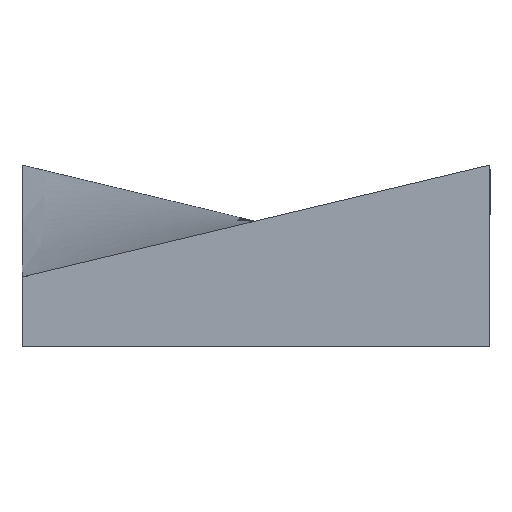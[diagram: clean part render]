
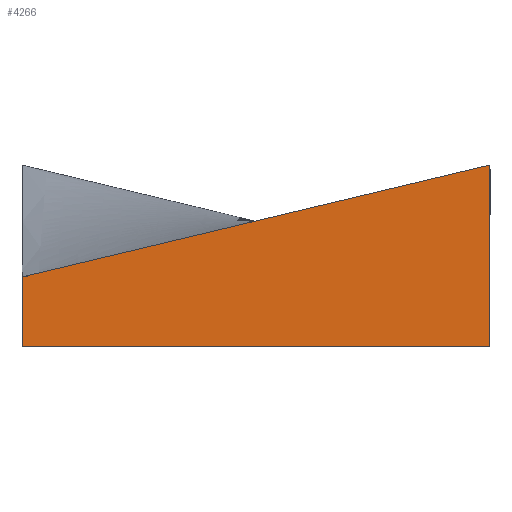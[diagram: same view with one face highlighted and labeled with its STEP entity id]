
A CAD part, front view. The second image highlights one B-rep face of the part: STEP entity #4266.
In plain terms, the highlighted planar face has unit normal (0, -1, 0).
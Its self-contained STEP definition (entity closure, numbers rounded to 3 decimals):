
#36 = CARTESIAN_POINT ( 'NONE',  ( 49.566, 0., 12.402 ) ) ;
#84 = LINE ( 'NONE', #3887, #979 ) ;
#220 = CARTESIAN_POINT ( 'NONE',  ( 0., 0., 17.717 ) ) ;
#289 = EDGE_CURVE ( 'NONE', #3776, #2888, #768, .T. ) ;
#311 = CARTESIAN_POINT ( 'NONE',  ( 37.923, 0., 9.514 ) ) ;
#327 = CARTESIAN_POINT ( 'NONE',  ( 3.727, 0., 1.007 ) ) ;
#359 = CARTESIAN_POINT ( 'NONE',  ( 18.995, 0., 4.854 ) ) ;
#435 = AXIS2_PLACEMENT_3D ( 'NONE', #220, #2233, #3567 ) ;
#666 = CARTESIAN_POINT ( 'NONE',  ( 70., 0., -10. ) ) ;
#682 = CARTESIAN_POINT ( 'NONE',  ( 23.361, 0., 5.936 ) ) ;
#714 = VECTOR ( 'NONE', #3225, 1000. ) ;
#768 = B_SPLINE_CURVE_WITH_KNOTS ( 'NONE', 3,
 ( #4008, #1327, #2003, #1343, #2957, #2035, #3977, #36, #3280, #3322, #311, #2641, #2671, #3622, #682, #2686, #359, #1658, #3002, #1359, #3959, #1040, #4297, #2328, #2357, #327, #1688, #3994, #2372, #2656 ),
 .UNSPECIFIED., .F., .F.,
 ( 4, 2, 2, 2, 2, 2, 2, 2, 2, 2, 2, 2, 2, 2, 4 ),
 ( 0., 0.004, 0.009, 0.018, 0.027, 0.036, 0.045, 0.049, 0.054, 0.058, 0.063, 0.065, 0.067, 0.07, 0.072 ),
 .UNSPECIFIED. ) ;
#776 = LINE ( 'NONE', #4056, #3920 ) ;
#879 = VERTEX_POINT ( 'NONE', #666 ) ;
#979 = VECTOR ( 'NONE', #1575, 1000. ) ;
#1040 = CARTESIAN_POINT ( 'NONE',  ( 8.072, 0., 2.179 ) ) ;
#1251 = CARTESIAN_POINT ( 'NONE',  ( 0., 0., -10. ) ) ;
#1327 = CARTESIAN_POINT ( 'NONE',  ( 68.515, 0., 16.971 ) ) ;
#1343 = CARTESIAN_POINT ( 'NONE',  ( 64.13, 0., 15.964 ) ) ;
#1345 = ORIENTED_EDGE ( 'NONE', *, *, #3715, .T. ) ;
#1359 = CARTESIAN_POINT ( 'NONE',  ( 11.71, 0., 3.082 ) ) ;
#1575 = DIRECTION ( 'NONE',  ( 0., 0., -1. ) ) ;
#1658 = CARTESIAN_POINT ( 'NONE',  ( 16.085, 0., 4.127 ) ) ;
#1688 = CARTESIAN_POINT ( 'NONE',  ( 2.994, 0., 0.847 ) ) ;
#1725 = EDGE_CURVE ( 'NONE', #3776, #879, #776, .T. ) ;
#1757 = FACE_OUTER_BOUND ( 'NONE', #3195, .T. ) ;
#1964 = ORIENTED_EDGE ( 'NONE', *, *, #1725, .F. ) ;
#2003 = CARTESIAN_POINT ( 'NONE',  ( 67.051, 0., 16.644 ) ) ;
#2035 = CARTESIAN_POINT ( 'NONE',  ( 58.307, 0., 14.528 ) ) ;
#2068 = LINE ( 'NONE', #1251, #714 ) ;
#2233 = DIRECTION ( 'NONE',  ( 0., 1., 0. ) ) ;
#2262 = CARTESIAN_POINT ( 'NONE',  ( 70., 0., 17.206 ) ) ;
#2328 = CARTESIAN_POINT ( 'NONE',  ( 5.905, 0., 1.57 ) ) ;
#2357 = CARTESIAN_POINT ( 'NONE',  ( 5.182, 0., 1.369 ) ) ;
#2372 = CARTESIAN_POINT ( 'NONE',  ( 0.76, 0., 0.526 ) ) ;
#2486 = DIRECTION ( 'NONE',  ( 0., 0., -1. ) ) ;
#2499 = CARTESIAN_POINT ( 'NONE',  ( 0., 0., -10. ) ) ;
#2536 = VERTEX_POINT ( 'NONE', #2499 ) ;
#2641 = CARTESIAN_POINT ( 'NONE',  ( 32.099, 0., 8.081 ) ) ;
#2656 = CARTESIAN_POINT ( 'NONE',  ( 0., 0., 0.483 ) ) ;
#2671 = CARTESIAN_POINT ( 'NONE',  ( 29.187, 0., 7.364 ) ) ;
#2686 = CARTESIAN_POINT ( 'NONE',  ( 20.45, 0., 5.218 ) ) ;
#2888 = VERTEX_POINT ( 'NONE', #3801 ) ;
#2957 = CARTESIAN_POINT ( 'NONE',  ( 62.675, 0., 15.604 ) ) ;
#3002 = CARTESIAN_POINT ( 'NONE',  ( 14.629, 0., 3.769 ) ) ;
#3195 = EDGE_LOOP ( 'NONE', ( #1964, #4284, #3825, #1345 ) ) ;
#3225 = DIRECTION ( 'NONE',  ( 1., 0., 0. ) ) ;
#3280 = CARTESIAN_POINT ( 'NONE',  ( 46.655, 0., 11.679 ) ) ;
#3322 = CARTESIAN_POINT ( 'NONE',  ( 40.834, 0., 10.235 ) ) ;
#3567 = DIRECTION ( 'NONE',  ( 0., 0., 1. ) ) ;
#3622 = CARTESIAN_POINT ( 'NONE',  ( 24.818, 0., 6.292 ) ) ;
#3715 = EDGE_CURVE ( 'NONE', #2536, #879, #2068, .T. ) ;
#3776 = VERTEX_POINT ( 'NONE', #2262 ) ;
#3801 = CARTESIAN_POINT ( 'NONE',  ( 0., 0., 0.483 ) ) ;
#3825 = ORIENTED_EDGE ( 'NONE', *, *, #4235, .T. ) ;
#3887 = CARTESIAN_POINT ( 'NONE',  ( 0., 0., 17.717 ) ) ;
#3920 = VECTOR ( 'NONE', #2486, 1000. ) ;
#3959 = CARTESIAN_POINT ( 'NONE',  ( 10.249, 0., 2.746 ) ) ;
#3977 = CARTESIAN_POINT ( 'NONE',  ( 55.39, 0., 13.833 ) ) ;
#3994 = CARTESIAN_POINT ( 'NONE',  ( 1.51, 0., 0.608 ) ) ;
#4008 = CARTESIAN_POINT ( 'NONE',  ( 70., 0., 17.206 ) ) ;
#4056 = CARTESIAN_POINT ( 'NONE',  ( 70., 0., 17.717 ) ) ;
#4235 = EDGE_CURVE ( 'NONE', #2888, #2536, #84, .T. ) ;
#4255 = PLANE ( 'NONE',  #435 ) ;
#4266 = ADVANCED_FACE ( 'NONE', ( #1757 ), #4255, .F. ) ;
#4284 = ORIENTED_EDGE ( 'NONE', *, *, #289, .T. ) ;
#4297 = CARTESIAN_POINT ( 'NONE',  ( 7.35, 0., 1.976 ) ) ;
